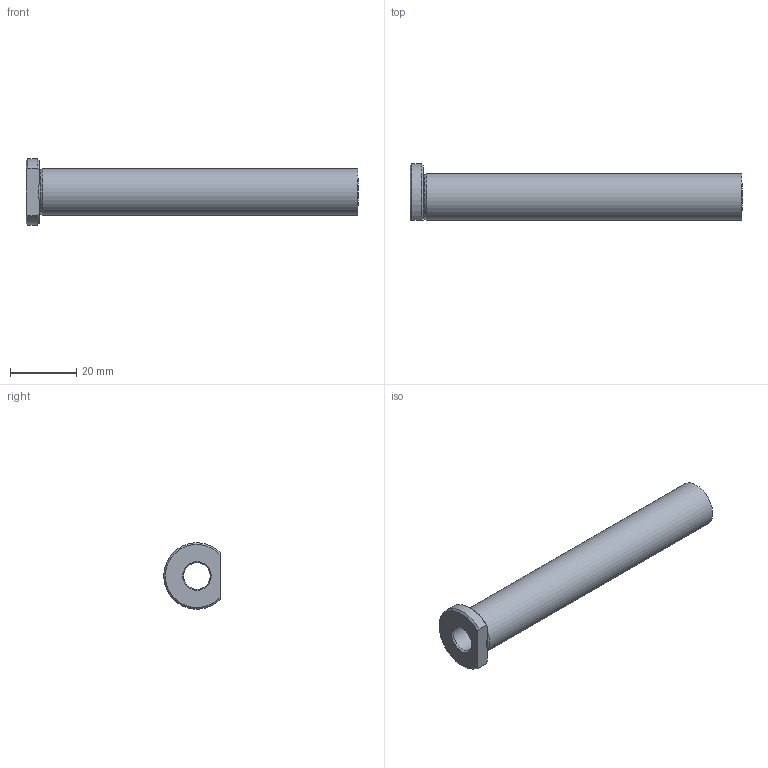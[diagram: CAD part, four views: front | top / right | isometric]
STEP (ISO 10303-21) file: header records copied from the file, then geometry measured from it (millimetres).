
FILE_DESCRIPTION(('STEP AP214'),'1');
FILE_NAME('S51011_14-100-8.stp','2019-09-16T07:30:01',(' '),(' '),'Spatial InterOp 3D',' ',' ');
FILE_SCHEMA(('AUTOMOTIVE_DESIGN { 1 0 10303 214 1 1 1 1 }'));
Length unit declared in the file: millimetre
Products named in the file (1): S51011/14-100-8
Bounding box: 100 x 16.96 x 19.94 mm (x, y, z)
Volume: 10860 mm3; surface area: 7443.7 mm2
Topology: 1 solids, 1 shells, 15 faces, 34 edges, 21 vertices
Faces by surface type: cone 5, plane 4, cylinder 4, torus 2
Full cylindrical faces by diameter (mm): 8 x1, 13.3 x1, 14 x1
Entity records: 539 total; most frequent: CARTESIAN_POINT 78, DIRECTION 65, ORIENTED_EDGE 48, AXIS2_PLACEMENT_3D 30, EDGE_LOOP 25, EDGE_CURVE 24, FACE_OUTER_BOUND 20, VERTEX_POINT 19
